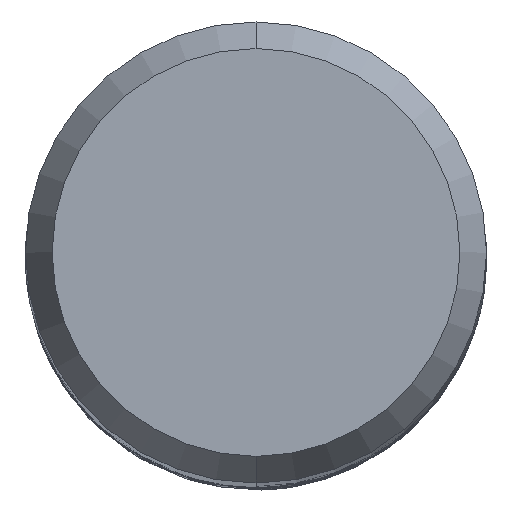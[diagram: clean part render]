
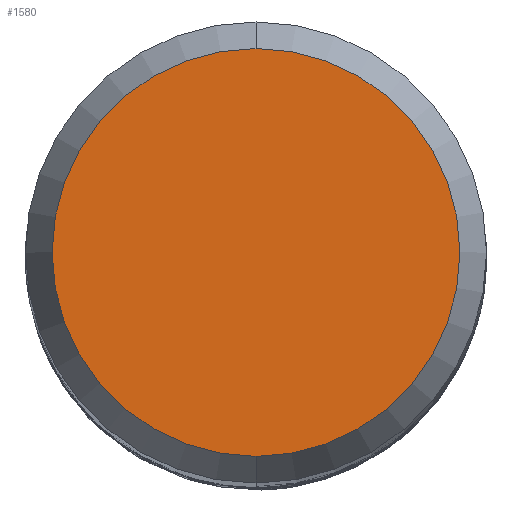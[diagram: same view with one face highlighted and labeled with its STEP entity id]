
A CAD part, top view. The second image highlights one B-rep face of the part: STEP entity #1580.
In plain terms, the highlighted planar face has unit normal (0, 0, 1).
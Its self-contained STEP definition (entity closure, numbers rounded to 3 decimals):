
#804=VERTEX_POINT('',#1951);
#1000=VERTEX_POINT('',#2167);
#1036=EDGE_CURVE('',#804,#1000,#2204,.T.);
#1190=EDGE_CURVE('',#1000,#804,#2373,.T.);
#1580=ADVANCED_FACE('',(#2798),#2799,.T.);
#1951=CARTESIAN_POINT('',(0.,-4.423,0.0));
#2167=CARTESIAN_POINT('',(0.0,4.423,0.0));
#2204=CIRCLE('',#9143,4.423);
#2373=CIRCLE('',#11445,4.423);
#2798=FACE_OUTER_BOUND('',#15151,.T.);
#2799=PLANE('',#15152);
#9143=AXIS2_PLACEMENT_3D('',#16849,#16850,#16851);
#11445=AXIS2_PLACEMENT_3D('',#17040,#17041,#17042);
#15151=EDGE_LOOP('',(#17551,#17552));
#15152=AXIS2_PLACEMENT_3D('',#17553,#17554,#17555);
#16849=CARTESIAN_POINT('',(0.0,0.0,0.0));
#16850=DIRECTION('',(0.0,0.0,-1.0));
#16851=DIRECTION('',(0.0,1.0,0.0));
#17040=CARTESIAN_POINT('',(0.0,0.0,0.0));
#17041=DIRECTION('',(0.0,0.0,-1.0));
#17042=DIRECTION('',(0.0,1.0,0.0));
#17551=ORIENTED_EDGE('',*,*,#1190,.F.);
#17552=ORIENTED_EDGE('',*,*,#1036,.F.);
#17553=CARTESIAN_POINT('',(0.0,2.211,0.0));
#17554=DIRECTION('',(-0.0,0.0,1.0));
#17555=DIRECTION('',(0.0,-1.0,0.0));
